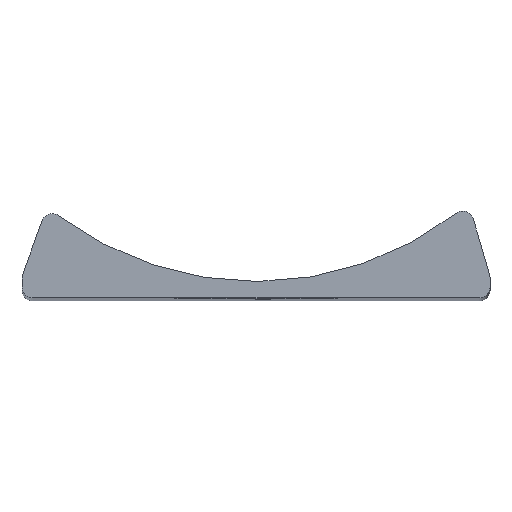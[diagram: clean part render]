
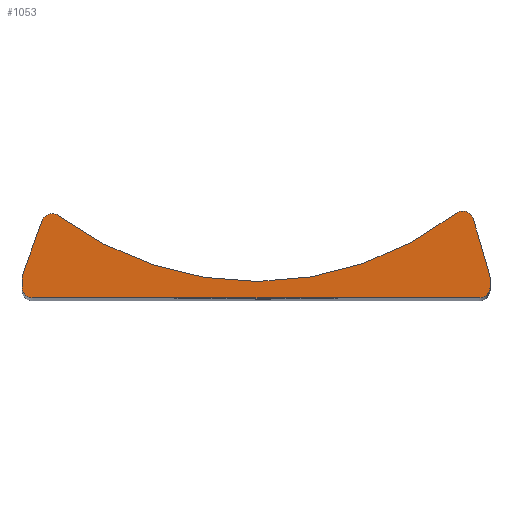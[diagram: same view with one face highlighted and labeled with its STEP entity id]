
A CAD part, top view. The second image highlights one B-rep face of the part: STEP entity #1053.
In plain terms, the highlighted planar face has unit normal (0, 0, 1).
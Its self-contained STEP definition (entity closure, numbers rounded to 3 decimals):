
#26 = DIRECTION ( 'NONE',  ( 0., 0., 1. ) ) ;
#146 = CARTESIAN_POINT ( 'NONE',  ( -21.5, 1.824, 83. ) ) ;
#197 = CARTESIAN_POINT ( 'NONE',  ( 19.009, 6.972, 83. ) ) ;
#269 = EDGE_CURVE ( 'NONE', #2441, #6738, #1914, .T. ) ;
#395 = CARTESIAN_POINT ( 'NONE',  ( 19.009, 6.972, 83. ) ) ;
#617 = CIRCLE ( 'NONE', #10182, 1. ) ;
#877 = ORIENTED_EDGE ( 'NONE', *, *, #5467, .T. ) ;
#1017 = AXIS2_PLACEMENT_3D ( 'NONE', #5192, #11643, #6301 ) ;
#1053 = ADVANCED_FACE ( 'NONE', ( #4641 ), #3173, .T. ) ;
#1142 = DIRECTION ( 'NONE',  ( 1., 0., 0. ) ) ;
#1254 = DIRECTION ( 'NONE',  ( 0., 0., 1. ) ) ;
#1267 = DIRECTION ( 'NONE',  ( 0., -1., 0. ) ) ;
#1326 = ORIENTED_EDGE ( 'NONE', *, *, #4609, .T. ) ;
#1337 = DIRECTION ( 'NONE',  ( 1., 0., 0. ) ) ;
#1427 = CARTESIAN_POINT ( 'NONE',  ( 21.5, 1., 83. ) ) ;
#1445 = CARTESIAN_POINT ( 'NONE',  ( -21.5, 1., 83. ) ) ;
#1472 = VECTOR ( 'NONE', #6757, 1000. ) ;
#1491 = CIRCLE ( 'NONE', #1017, 1. ) ;
#1494 = AXIS2_PLACEMENT_3D ( 'NONE', #10896, #5368, #11824 ) ;
#1546 = EDGE_LOOP ( 'NONE', ( #877, #8094, #8810, #5478, #8763, #7771, #1326, #5625, #11464, #11305, #3962, #9514 ) ) ;
#1656 = CARTESIAN_POINT ( 'NONE',  ( -21.44, 2.166, 83. ) ) ;
#1764 = CARTESIAN_POINT ( 'NONE',  ( -19.649, 7.086, 83. ) ) ;
#1914 = CIRCLE ( 'NONE', #9583, 1. ) ;
#1939 = DIRECTION ( 'NONE',  ( 1., 0., 0. ) ) ;
#2019 = CARTESIAN_POINT ( 'NONE',  ( 21.46, 2.137, 83. ) ) ;
#2101 = EDGE_CURVE ( 'NONE', #7421, #2441, #6246, .T. ) ;
#2106 = CIRCLE ( 'NONE', #1494, 1. ) ;
#2441 = VERTEX_POINT ( 'NONE', #1656 ) ;
#2599 = CARTESIAN_POINT ( 'NONE',  ( 0., 31.65, 83. ) ) ;
#2670 = EDGE_CURVE ( 'NONE', #7671, #10820, #3316, .T. ) ;
#2737 = CARTESIAN_POINT ( 'NONE',  ( -20.5, 1., 83. ) ) ;
#3150 = VECTOR ( 'NONE', #1267, 1000. ) ;
#3173 = PLANE ( 'NONE',  #11155 ) ;
#3245 = LINE ( 'NONE', #1427, #7881 ) ;
#3316 = CIRCLE ( 'NONE', #11929, 30.15 ) ;
#3515 = DIRECTION ( 'NONE',  ( -0.342, -0.94, 0. ) ) ;
#3519 = DIRECTION ( 'NONE',  ( 1., 0., 0. ) ) ;
#3652 = DIRECTION ( 'NONE',  ( -1., 0., 0. ) ) ;
#3962 = ORIENTED_EDGE ( 'NONE', *, *, #7350, .T. ) ;
#4364 = EDGE_CURVE ( 'NONE', #6276, #10656, #3245, .T. ) ;
#4489 = CARTESIAN_POINT ( 'NONE',  ( -18.108, 7.544, 83. ) ) ;
#4609 = EDGE_CURVE ( 'NONE', #6137, #8725, #11919, .T. ) ;
#4641 = FACE_OUTER_BOUND ( 'NONE', #1546, .T. ) ;
#5157 = VERTEX_POINT ( 'NONE', #8887 ) ;
#5192 = CARTESIAN_POINT ( 'NONE',  ( -18.709, 6.744, 83. ) ) ;
#5368 = DIRECTION ( 'NONE',  ( 0., 0., 1. ) ) ;
#5382 = CARTESIAN_POINT ( 'NONE',  ( -21.44, 2.166, 83. ) ) ;
#5467 = EDGE_CURVE ( 'NONE', #5157, #7671, #9449, .T. ) ;
#5478 = ORIENTED_EDGE ( 'NONE', *, *, #2101, .T. ) ;
#5601 = CARTESIAN_POINT ( 'NONE',  ( 20.5, 1., 83. ) ) ;
#5614 = AXIS2_PLACEMENT_3D ( 'NONE', #197, #6709, #1142 ) ;
#5620 = EDGE_CURVE ( 'NONE', #10820, #7421, #1491, .T. ) ;
#5625 = ORIENTED_EDGE ( 'NONE', *, *, #10709, .T. ) ;
#6137 = VERTEX_POINT ( 'NONE', #1445 ) ;
#6246 = LINE ( 'NONE', #5382, #8972 ) ;
#6276 = VERTEX_POINT ( 'NONE', #9831 ) ;
#6301 = DIRECTION ( 'NONE',  ( 1., 0., 0. ) ) ;
#6307 = CARTESIAN_POINT ( 'NONE',  ( -20.5, 0., 83. ) ) ;
#6408 = EDGE_CURVE ( 'NONE', #10346, #5157, #6429, .T. ) ;
#6429 = LINE ( 'NONE', #2019, #1472 ) ;
#6543 = DIRECTION ( 'NONE',  ( -1., 0., 0. ) ) ;
#6709 = DIRECTION ( 'NONE',  ( 0., 0., 1. ) ) ;
#6738 = VERTEX_POINT ( 'NONE', #146 ) ;
#6757 = DIRECTION ( 'NONE',  ( -0.28, 0.96, 0. ) ) ;
#6912 = DIRECTION ( 'NONE',  ( 0., 0., 1. ) ) ;
#6993 = DIRECTION ( 'NONE',  ( 0., 1., 0. ) ) ;
#7117 = CARTESIAN_POINT ( 'NONE',  ( 21.5, 1.857, 83. ) ) ;
#7350 = EDGE_CURVE ( 'NONE', #10656, #10346, #2106, .T. ) ;
#7421 = VERTEX_POINT ( 'NONE', #1764 ) ;
#7575 = EDGE_CURVE ( 'NONE', #11559, #6276, #617, .T. ) ;
#7671 = VERTEX_POINT ( 'NONE', #10435 ) ;
#7756 = CARTESIAN_POINT ( 'NONE',  ( -21.5, 1., 83. ) ) ;
#7771 = ORIENTED_EDGE ( 'NONE', *, *, #10488, .T. ) ;
#7881 = VECTOR ( 'NONE', #6993, 1000. ) ;
#8094 = ORIENTED_EDGE ( 'NONE', *, *, #2670, .T. ) ;
#8509 = CARTESIAN_POINT ( 'NONE',  ( 20.5, 0., 83. ) ) ;
#8543 = AXIS2_PLACEMENT_3D ( 'NONE', #2737, #9201, #3652 ) ;
#8725 = VERTEX_POINT ( 'NONE', #11038 ) ;
#8763 = ORIENTED_EDGE ( 'NONE', *, *, #269, .T. ) ;
#8810 = ORIENTED_EDGE ( 'NONE', *, *, #5620, .T. ) ;
#8887 = CARTESIAN_POINT ( 'NONE',  ( 19.969, 7.252, 83. ) ) ;
#8972 = VECTOR ( 'NONE', #3515, 1000. ) ;
#9061 = DIRECTION ( 'NONE',  ( 0., 0., -1. ) ) ;
#9201 = DIRECTION ( 'NONE',  ( 0., 0., 1. ) ) ;
#9369 = VECTOR ( 'NONE', #11813, 1000. ) ;
#9449 = CIRCLE ( 'NONE', #5614, 1. ) ;
#9514 = ORIENTED_EDGE ( 'NONE', *, *, #6408, .T. ) ;
#9583 = AXIS2_PLACEMENT_3D ( 'NONE', #10568, #1254, #1939 ) ;
#9653 = LINE ( 'NONE', #6307, #9369 ) ;
#9831 = CARTESIAN_POINT ( 'NONE',  ( 21.5, 1., 83. ) ) ;
#10182 = AXIS2_PLACEMENT_3D ( 'NONE', #5601, #26, #6543 ) ;
#10240 = LINE ( 'NONE', #7756, #3150 ) ;
#10346 = VERTEX_POINT ( 'NONE', #11980 ) ;
#10435 = CARTESIAN_POINT ( 'NONE',  ( 18.399, 7.765, 83. ) ) ;
#10488 = EDGE_CURVE ( 'NONE', #6738, #6137, #10240, .T. ) ;
#10568 = CARTESIAN_POINT ( 'NONE',  ( -20.5, 1.824, 83. ) ) ;
#10656 = VERTEX_POINT ( 'NONE', #7117 ) ;
#10709 = EDGE_CURVE ( 'NONE', #8725, #11559, #9653, .T. ) ;
#10820 = VERTEX_POINT ( 'NONE', #4489 ) ;
#10896 = CARTESIAN_POINT ( 'NONE',  ( 20.5, 1.857, 83. ) ) ;
#11038 = CARTESIAN_POINT ( 'NONE',  ( -20.5, 0., 83. ) ) ;
#11155 = AXIS2_PLACEMENT_3D ( 'NONE', #395, #6912, #1337 ) ;
#11305 = ORIENTED_EDGE ( 'NONE', *, *, #4364, .T. ) ;
#11464 = ORIENTED_EDGE ( 'NONE', *, *, #7575, .T. ) ;
#11559 = VERTEX_POINT ( 'NONE', #8509 ) ;
#11643 = DIRECTION ( 'NONE',  ( 0., 0., 1. ) ) ;
#11813 = DIRECTION ( 'NONE',  ( 1., 0., 0. ) ) ;
#11824 = DIRECTION ( 'NONE',  ( 1., 0., 0. ) ) ;
#11919 = CIRCLE ( 'NONE', #8543, 1. ) ;
#11929 = AXIS2_PLACEMENT_3D ( 'NONE', #2599, #9061, #3519 ) ;
#11980 = CARTESIAN_POINT ( 'NONE',  ( 21.46, 2.137, 83. ) ) ;
